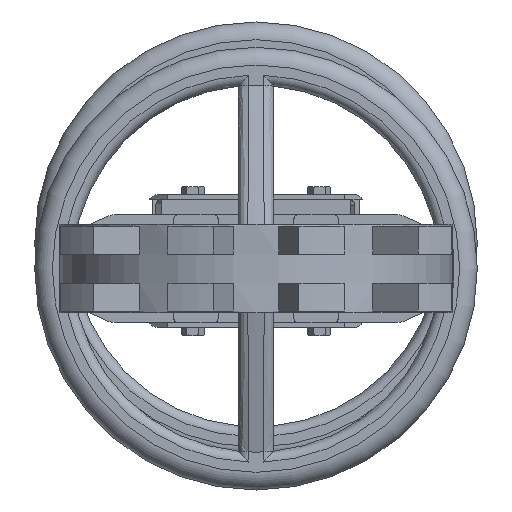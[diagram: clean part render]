
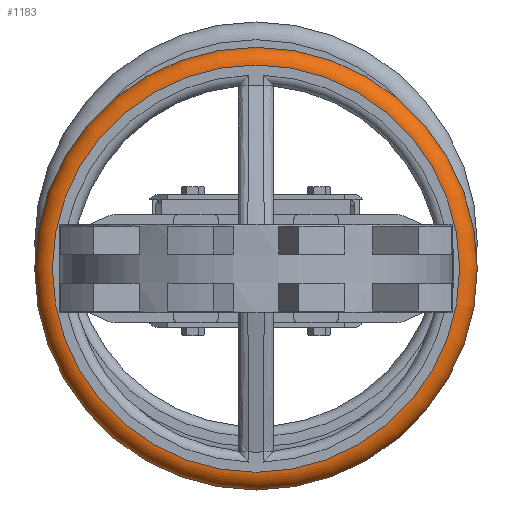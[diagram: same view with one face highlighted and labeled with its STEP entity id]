
A CAD part, front view. The second image highlights one B-rep face of the part: STEP entity #1183.
In plain terms, the highlighted toroidal (fillet/blend) face has major radius 161 mm and minor radius 14 mm.
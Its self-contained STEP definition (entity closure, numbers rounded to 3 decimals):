
#1183 = ADVANCED_FACE( '', ( #2948, #2949 ), #2950, .T. );
#2948 = FACE_OUTER_BOUND( '', #5563, .T. );
#2949 = FACE_OUTER_BOUND( '', #5564, .T. );
#2950 = TOROIDAL_SURFACE( '', #5565, 161., 14. );
#5563 = EDGE_LOOP( '', ( #9892 ) );
#5564 = EDGE_LOOP( '', ( #9893 ) );
#5565 = AXIS2_PLACEMENT_3D( '', #9894, #9895, #9896 );
#9892 = ORIENTED_EDGE( '', *, *, #16471, .F. );
#9893 = ORIENTED_EDGE( '', *, *, #16472, .F. );
#9894 = CARTESIAN_POINT( '', ( 0., 60., 0. ) );
#9895 = DIRECTION( '', ( 0., 1., 0. ) );
#9896 = DIRECTION( '', ( 0., 0., 1. ) );
#16471 = EDGE_CURVE( '', #19867, #19867, #19868, .T. );
#16472 = EDGE_CURVE( '', #19869, #19869, #19870, .F. );
#19867 = VERTEX_POINT( '', #27235 );
#19868 = CIRCLE( '', #27236, 175. );
#19869 = VERTEX_POINT( '', #27237 );
#19870 = CIRCLE( '', #27238, 161. );
#27235 = CARTESIAN_POINT( '', ( 0., 60., 175. ) );
#27236 = AXIS2_PLACEMENT_3D( '', #33933, #33934, #33935 );
#27237 = CARTESIAN_POINT( '', ( 0., 46., 161. ) );
#27238 = AXIS2_PLACEMENT_3D( '', #33936, #33937, #33938 );
#33933 = CARTESIAN_POINT( '', ( 0., 60., 0. ) );
#33934 = DIRECTION( '', ( 0., 1., 0. ) );
#33935 = DIRECTION( '', ( 0., 0., 1. ) );
#33936 = CARTESIAN_POINT( '', ( 0., 46., 0. ) );
#33937 = DIRECTION( '', ( 0., 1., 0. ) );
#33938 = DIRECTION( '', ( 0., 0., 1. ) );
